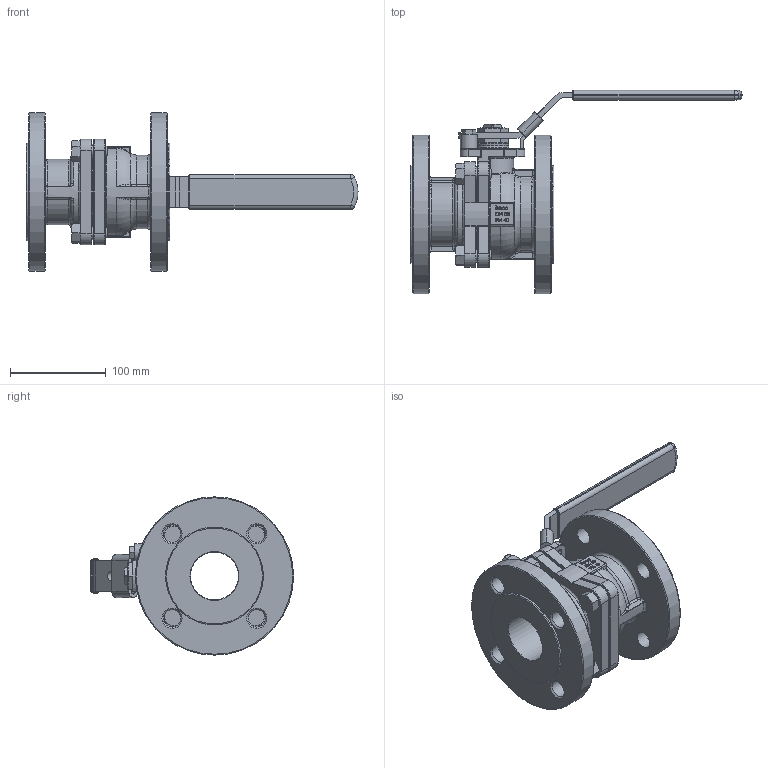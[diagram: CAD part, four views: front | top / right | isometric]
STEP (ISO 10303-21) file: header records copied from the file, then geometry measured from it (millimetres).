
FILE_DESCRIPTION (( 'STEP AP214' ), '1' );
FILE_NAME ('FK-200-000-4 Flanschkugelhahn heco step214.STEP', '2012-11-14T11:00:32', ( 'test' ), ( '' ), 'SwSTEP 2.0', 'SolidWorks 2011', '' );
FILE_SCHEMA (( 'AUTOMOTIVE_DESIGN' ));
Length unit declared in the file: millimetre
Products named in the file (1): FK-200-000-4 Flanschkugelhahn heco step214
Bounding box: 346 x 211.8 x 165 mm (x, y, z)
Volume: 1333438.3 mm3; surface area: 212127.3 mm2
Topology: 1 solids, 1 shells, 1025 faces, 2521 edges, 1535 vertices
Faces by surface type: plane 341, bspline 264, cylinder 211, torus 107, cone 74, sphere 28
Full cylindrical faces by diameter (mm): 6.8 x4, 10 x1, 11.11 x8, 17.49 x1, 18 x8, 22 x1, 50 x1, 78 x1, 100 x1, 102 x2, 165 x2
Entity records: 55108 total; most frequent: CARTESIAN_POINT 21838, ORIENTED_EDGE 4822, DIRECTION 3939, EDGE_CURVE 2411, VERTEX_POINT 1511, AXIS2_PLACEMENT_3D 1423, EDGE_LOOP 1186, LINE 1093
